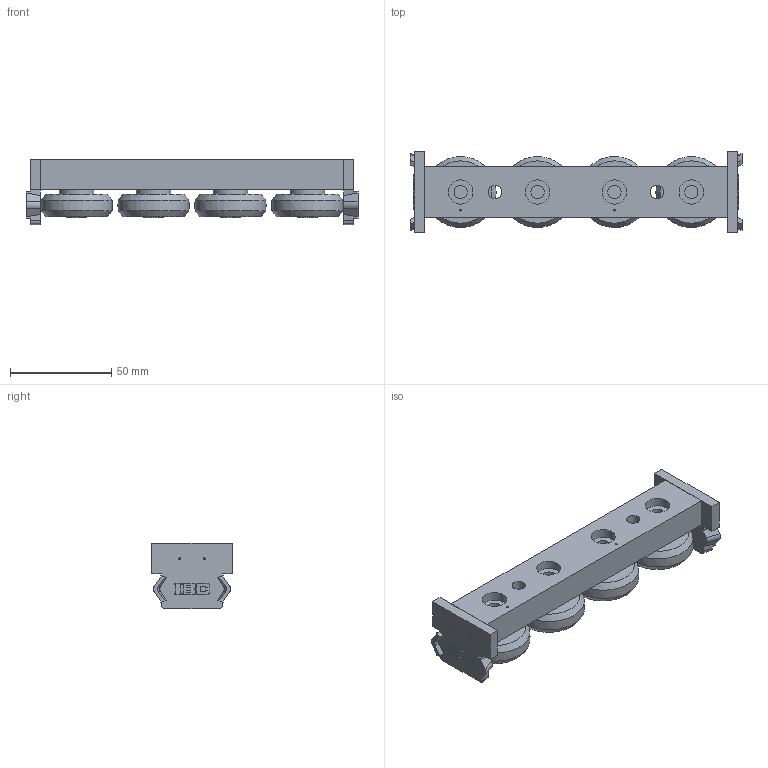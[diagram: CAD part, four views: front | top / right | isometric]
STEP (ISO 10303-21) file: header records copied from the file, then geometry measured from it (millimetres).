
FILE_DESCRIPTION((''),'2;1');
FILE_NAME('CS 43-22.A.2RS.AX.stp','2016-02-15T11:37:26',('MRathmann'),(''),'Autodesk Inventor 2012','Autodesk Inventor 2012','');
FILE_SCHEMA(('CONFIG_CONTROL_DESIGN'));
Length unit declared in the file: millimetre
Products named in the file (4): CS 43-22.A.2RS.AX; LL.CS 43-22-A-B; Dummy 35-43 ; D-ABS X43
Assembly tree (7 placements, depth 2):
  CS 43-22.A.2RS.AX
    LL.CS 43-22-A-B
    Dummy 35-43   x4
    D-ABS X43  x2
Bounding box: 164 x 40 x 32.2 mm (x, y, z)
Volume: 103939.8 mm3; surface area: 33785.7 mm2
Topology: 7 solids, 7 shells, 266 faces, 658 edges, 436 vertices
Faces by surface type: plane 160, cylinder 74, bspline 24, cone 8
Full cylindrical faces by diameter (mm): 1 x8, 3.242 x4, 6.5 x4, 6.647 x2, 10 x4, 12 x12, 17 x4
Entity records: 4433 total; most frequent: CARTESIAN_POINT 993, DIRECTION 684, ORIENTED_EDGE 624, EDGE_CURVE 312, AXIS2_PLACEMENT_3D 240, VERTEX_POINT 228, EDGE_LOOP 214, VECTOR 204
